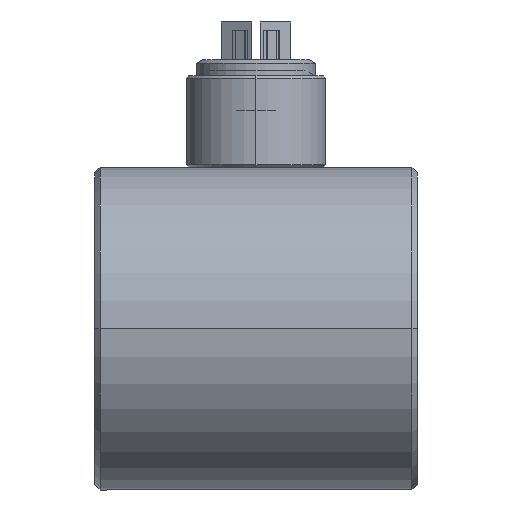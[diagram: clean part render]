
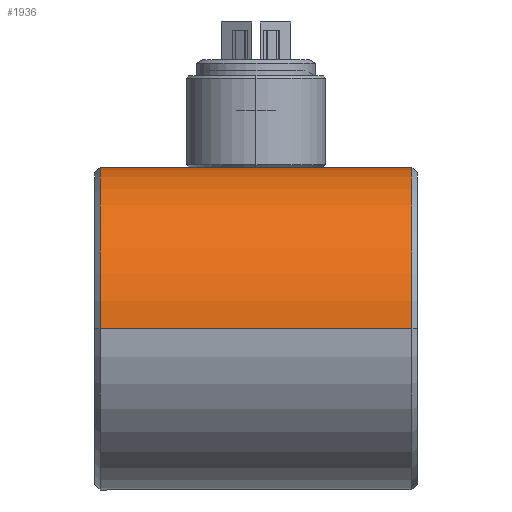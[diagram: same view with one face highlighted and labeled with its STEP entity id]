
A CAD part, left-side view. The second image highlights one B-rep face of the part: STEP entity #1936.
In plain terms, the highlighted cylindrical face has radius 30 mm (diameter 60 mm), a partial arc.
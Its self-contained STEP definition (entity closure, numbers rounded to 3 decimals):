
#103 = VECTOR ( 'NONE', #8910, 1000. ) ;
#212 = CARTESIAN_POINT ( 'NONE',  ( 0., 29., 0. ) ) ;
#528 = CARTESIAN_POINT ( 'NONE',  ( -60., 29., 0. ) ) ;
#681 = EDGE_CURVE ( 'NONE', #7657, #8286, #1611, .T. ) ;
#1611 = LINE ( 'NONE', #9012, #7250 ) ;
#1705 = DIRECTION ( 'NONE',  ( 1., 0., 0. ) ) ;
#1754 = CARTESIAN_POINT ( 'NONE',  ( -30., -29., 0. ) ) ;
#1936 = ADVANCED_FACE ( 'NONE', ( #10396 ), #10557, .T. ) ;
#1960 = ORIENTED_EDGE ( 'NONE', *, *, #2076, .F. ) ;
#2076 = EDGE_CURVE ( 'NONE', #8780, #8286, #4079, .T. ) ;
#2458 = CARTESIAN_POINT ( 'NONE',  ( -30., -35., 0. ) ) ;
#3165 = DIRECTION ( 'NONE',  ( 0., -1., 0. ) ) ;
#4079 = CIRCLE ( 'NONE', #8881, 30. ) ;
#4147 = DIRECTION ( 'NONE',  ( 0., -1., 0. ) ) ;
#4478 = ORIENTED_EDGE ( 'NONE', *, *, #5768, .F. ) ;
#4887 = CARTESIAN_POINT ( 'NONE',  ( 0., -35., 0. ) ) ;
#5203 = DIRECTION ( 'NONE',  ( 1., 0., 0. ) ) ;
#5421 = ORIENTED_EDGE ( 'NONE', *, *, #681, .T. ) ;
#5606 = LINE ( 'NONE', #4887, #103 ) ;
#5768 = EDGE_CURVE ( 'NONE', #10227, #8780, #5606, .T. ) ;
#6027 = CARTESIAN_POINT ( 'NONE',  ( -60., -29., 0. ) ) ;
#6124 = CARTESIAN_POINT ( 'NONE',  ( 0., -29., 0. ) ) ;
#6423 = DIRECTION ( 'NONE',  ( 0., -1., 0. ) ) ;
#6671 = ORIENTED_EDGE ( 'NONE', *, *, #7950, .T. ) ;
#7210 = CIRCLE ( 'NONE', #9620, 30. ) ;
#7250 = VECTOR ( 'NONE', #3165, 1000. ) ;
#7265 = DIRECTION ( 'NONE',  ( 1., 0., 0. ) ) ;
#7657 = VERTEX_POINT ( 'NONE', #528 ) ;
#7950 = EDGE_CURVE ( 'NONE', #10227, #7657, #7210, .T. ) ;
#8286 = VERTEX_POINT ( 'NONE', #6027 ) ;
#8387 = CARTESIAN_POINT ( 'NONE',  ( -30., 29., 0. ) ) ;
#8539 = DIRECTION ( 'NONE',  ( 0., -1., 0. ) ) ;
#8780 = VERTEX_POINT ( 'NONE', #6124 ) ;
#8881 = AXIS2_PLACEMENT_3D ( 'NONE', #1754, #4147, #1705 ) ;
#8910 = DIRECTION ( 'NONE',  ( 0., -1., 0. ) ) ;
#8958 = EDGE_LOOP ( 'NONE', ( #6671, #5421, #1960, #4478 ) ) ;
#9004 = AXIS2_PLACEMENT_3D ( 'NONE', #2458, #6423, #7265 ) ;
#9012 = CARTESIAN_POINT ( 'NONE',  ( -60., -35., 0. ) ) ;
#9620 = AXIS2_PLACEMENT_3D ( 'NONE', #8387, #8539, #5203 ) ;
#10227 = VERTEX_POINT ( 'NONE', #212 ) ;
#10396 = FACE_OUTER_BOUND ( 'NONE', #8958, .T. ) ;
#10557 = CYLINDRICAL_SURFACE ( 'NONE', #9004, 30. ) ;
